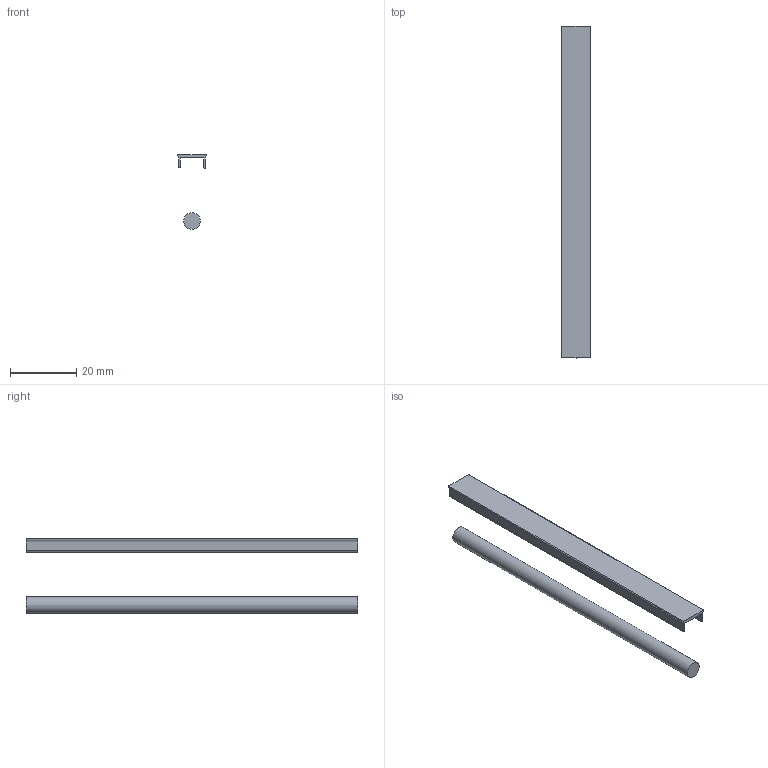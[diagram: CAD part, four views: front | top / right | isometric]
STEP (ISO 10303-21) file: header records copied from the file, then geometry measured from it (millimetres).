
FILE_DESCRIPTION(('FreeCAD Model'),'2;1');
FILE_NAME('Open CASCADE Shape Model','2024-03-20T11:39:47',(''),(''), 'Open CASCADE STEP processor 7.6','FreeCAD','Unknown');
FILE_SCHEMA(('AUTOMOTIVE_DESIGN { 1 0 10303 214 1 1 1 1 }'));
Length unit declared in the file: millimetre
Products named in the file (3): Unnamed4; STI8-BRAL; STI8-BRAL001
Assembly tree (2 placements, depth 2):
  Unnamed4
    STI8-BRAL
    STI8-BRAL001
Bounding box: 8.85 x 100 x 22.5 mm (x, y, z)
Volume: 3055.6 mm3; surface area: 4725.5 mm2
Topology: 2 solids, 2 shells, 19 faces, 46 edges, 31 vertices
Faces by surface type: plane 10, cylinder 9
Full cylindrical faces by diameter (mm): 5 x1
Entity records: 1243 total; most frequent: CARTESIAN_POINT 216, DIRECTION 196, LINE 99, VECTOR 99, ORIENTED_EDGE 92, PCURVE 92, DEFINITIONAL_REPRESENTATION 92, EDGE_CURVE 46
